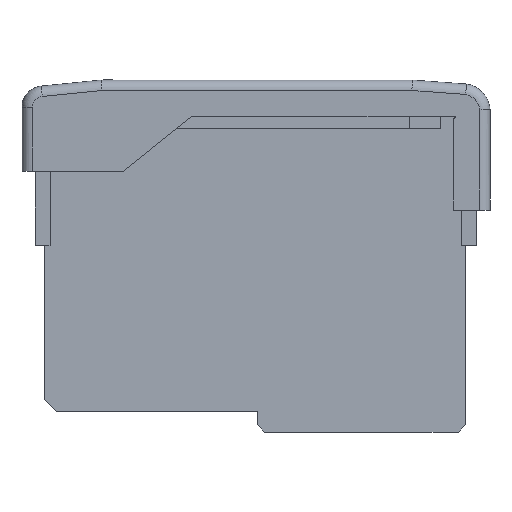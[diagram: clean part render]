
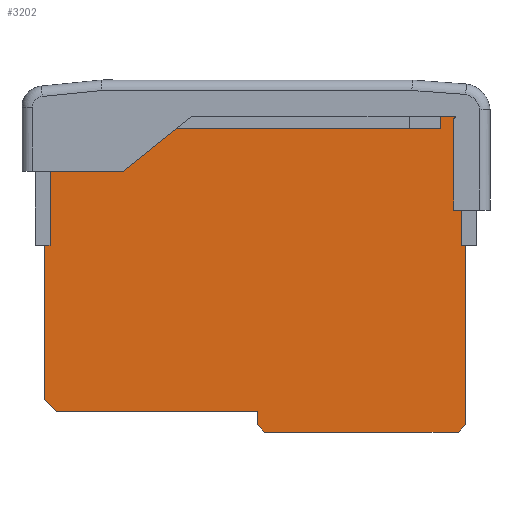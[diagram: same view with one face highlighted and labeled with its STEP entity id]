
A CAD part, left-side view. The second image highlights one B-rep face of the part: STEP entity #3202.
In plain terms, the highlighted planar face has unit normal (-1, 0, 0).
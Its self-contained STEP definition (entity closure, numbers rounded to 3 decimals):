
#356 = VERTEX_POINT ( 'NONE', #4819 ) ;
#399 = VERTEX_POINT ( 'NONE', #4960 ) ;
#468 = VERTEX_POINT ( 'NONE', #5139 ) ;
#1784 = EDGE_CURVE ( 'NONE', #1785, #399, #9171, .T. ) ;
#1785 = VERTEX_POINT ( 'NONE', #9167 ) ;
#1825 = EDGE_CURVE ( 'NONE', #356, #1785, #9324, .T. ) ;
#1879 = EDGE_CURVE ( 'NONE', #1880, #468, #9491, .T. ) ;
#1880 = VERTEX_POINT ( 'NONE', #9487 ) ;
#1889 = EDGE_CURVE ( 'NONE', #1880, #7839, #9485, .T. ) ;
#3167 = ORIENTED_EDGE ( 'NONE', *, *, #3168, .F. ) ;
#3168 = EDGE_CURVE ( 'NONE', #3169, #3193, #15700, .T. ) ;
#3169 = VERTEX_POINT ( 'NONE', #15696 ) ;
#3170 = ORIENTED_EDGE ( 'NONE', *, *, #3171, .F. ) ;
#3171 = EDGE_CURVE ( 'NONE', #3172, #3169, #15694, .T. ) ;
#3172 = VERTEX_POINT ( 'NONE', #15690 ) ;
#3173 = ORIENTED_EDGE ( 'NONE', *, *, #3174, .F. ) ;
#3174 = EDGE_CURVE ( 'NONE', #7839, #3172, #15689, .T. ) ;
#3175 = ORIENTED_EDGE ( 'NONE', *, *, #1889, .F. ) ;
#3176 = ORIENTED_EDGE ( 'NONE', *, *, #1879, .T. ) ;
#3177 = ORIENTED_EDGE ( 'NONE', *, *, #3178, .F. ) ;
#3178 = EDGE_CURVE ( 'NONE', #3179, #468, #15724, .T. ) ;
#3179 = VERTEX_POINT ( 'NONE', #15720 ) ;
#3180 = ORIENTED_EDGE ( 'NONE', *, *, #3181, .F. ) ;
#3181 = EDGE_CURVE ( 'NONE', #3206, #356, #15719, .T. ) ;
#3182 = ORIENTED_EDGE ( 'NONE', *, *, #3183, .F. ) ;
#3183 = EDGE_CURVE ( 'NONE', #3184, #3206, #15715, .T. ) ;
#3184 = VERTEX_POINT ( 'NONE', #15711 ) ;
#3185 = ORIENTED_EDGE ( 'NONE', *, *, #3186, .F. ) ;
#3186 = EDGE_CURVE ( 'NONE', #3187, #3184, #15710, .T. ) ;
#3187 = VERTEX_POINT ( 'NONE', #15706 ) ;
#3188 = ORIENTED_EDGE ( 'NONE', *, *, #3189, .F. ) ;
#3189 = EDGE_CURVE ( 'NONE', #3190, #3187, #15705, .T. ) ;
#3190 = VERTEX_POINT ( 'NONE', #15701 ) ;
#3191 = ORIENTED_EDGE ( 'NONE', *, *, #3192, .F. ) ;
#3192 = EDGE_CURVE ( 'NONE', #3193, #3190, #15761, .T. ) ;
#3193 = VERTEX_POINT ( 'NONE', #15757 ) ;
#3198 = EDGE_CURVE ( 'NONE', #399, #3199, #15755, .T. ) ;
#3199 = VERTEX_POINT ( 'NONE', #15751 ) ;
#3202 = ADVANCED_FACE ( 'NONE', ( #15745 ), #15793, .T. ) ;
#3203 = EDGE_LOOP ( 'NONE', ( #3204, #3205, #3180, #3182, #3185, #3188, #3191, #3167, #3170, #3173, #3175, #3176, #3177, #3238, #3240 ) ) ;
#3204 = ORIENTED_EDGE ( 'NONE', *, *, #1784, .F. ) ;
#3205 = ORIENTED_EDGE ( 'NONE', *, *, #1825, .F. ) ;
#3206 = VERTEX_POINT ( 'NONE', #15788 ) ;
#3238 = ORIENTED_EDGE ( 'NONE', *, *, #3239, .F. ) ;
#3239 = EDGE_CURVE ( 'NONE', #3199, #3179, #15867, .T. ) ;
#3240 = ORIENTED_EDGE ( 'NONE', *, *, #3198, .F. ) ;
#4819 = CARTESIAN_POINT ( 'NONE',  ( 24.783, 45.139, -26.636 ) ) ;
#4960 = CARTESIAN_POINT ( 'NONE',  ( 24.783, 44.089, 1.787 ) ) ;
#5139 = CARTESIAN_POINT ( 'NONE',  ( 24.783, -35.086, 1.749 ) ) ;
#7839 = VERTEX_POINT ( 'NONE', #17957 ) ;
#9167 = CARTESIAN_POINT ( 'NONE',  ( 24.783, 44.089, -26.636 ) ) ;
#9168 = DIRECTION ( 'NONE',  ( 0., 0., 1. ) ) ;
#9169 = VECTOR ( 'NONE', #9168, 1000. ) ;
#9170 = CARTESIAN_POINT ( 'NONE',  ( 24.783, 44.089, -26.636 ) ) ;
#9171 = LINE ( 'NONE', #9170, #9169 ) ;
#9321 = DIRECTION ( 'NONE',  ( 0., -1., 0. ) ) ;
#9322 = VECTOR ( 'NONE', #9321, 1000. ) ;
#9323 = CARTESIAN_POINT ( 'NONE',  ( 24.783, 44.089, -26.636 ) ) ;
#9324 = LINE ( 'NONE', #9323, #9322 ) ;
#9482 = DIRECTION ( 'NONE',  ( 0., -1., 0. ) ) ;
#9483 = VECTOR ( 'NONE', #9482, 1000. ) ;
#9484 = CARTESIAN_POINT ( 'NONE',  ( 24.783, -35.086, -26.636 ) ) ;
#9485 = LINE ( 'NONE', #9484, #9483 ) ;
#9487 = CARTESIAN_POINT ( 'NONE',  ( 24.783, -35.086, -26.636 ) ) ;
#9488 = DIRECTION ( 'NONE',  ( 0., 0., 1. ) ) ;
#9489 = VECTOR ( 'NONE', #9488, 1000. ) ;
#9490 = CARTESIAN_POINT ( 'NONE',  ( 24.783, -35.086, -26.636 ) ) ;
#9491 = LINE ( 'NONE', #9490, #9489 ) ;
#15689 = LINE ( 'NONE', #15727, #15726 ) ;
#15690 = CARTESIAN_POINT ( 'NONE',  ( 24.783, -35.861, -61.098 ) ) ;
#15691 = DIRECTION ( 'NONE',  ( 0., 0.694, -0.72 ) ) ;
#15692 = VECTOR ( 'NONE', #15691, 1000. ) ;
#15693 = CARTESIAN_POINT ( 'NONE',  ( 24.783, -34.378, -62.637 ) ) ;
#15694 = LINE ( 'NONE', #15693, #15692 ) ;
#15696 = CARTESIAN_POINT ( 'NONE',  ( 24.783, -34.378, -62.637 ) ) ;
#15697 = DIRECTION ( 'NONE',  ( 0., 1., 0. ) ) ;
#15698 = VECTOR ( 'NONE', #15697, 1000. ) ;
#15699 = CARTESIAN_POINT ( 'NONE',  ( 24.783, 2.772, -62.637 ) ) ;
#15700 = LINE ( 'NONE', #15699, #15698 ) ;
#15701 = CARTESIAN_POINT ( 'NONE',  ( 24.783, 4.139, -61.098 ) ) ;
#15702 = DIRECTION ( 'NONE',  ( 0., 0., 1. ) ) ;
#15703 = VECTOR ( 'NONE', #15702, 1000. ) ;
#15704 = CARTESIAN_POINT ( 'NONE',  ( 24.783, 4.139, -58.593 ) ) ;
#15705 = LINE ( 'NONE', #15704, #15703 ) ;
#15706 = CARTESIAN_POINT ( 'NONE',  ( 24.783, 4.139, -58.593 ) ) ;
#15707 = DIRECTION ( 'NONE',  ( 0., 1., 0. ) ) ;
#15708 = VECTOR ( 'NONE', #15707, 1000. ) ;
#15709 = CARTESIAN_POINT ( 'NONE',  ( 24.783, 42.822, -58.593 ) ) ;
#15710 = LINE ( 'NONE', #15709, #15708 ) ;
#15711 = CARTESIAN_POINT ( 'NONE',  ( 24.783, 42.822, -58.593 ) ) ;
#15712 = DIRECTION ( 'NONE',  ( 0., 0.726, 0.687 ) ) ;
#15713 = VECTOR ( 'NONE', #15712, 1000. ) ;
#15714 = CARTESIAN_POINT ( 'NONE',  ( 24.783, 45.139, -56.401 ) ) ;
#15715 = LINE ( 'NONE', #15714, #15713 ) ;
#15716 = DIRECTION ( 'NONE',  ( 0., 0., 1. ) ) ;
#15717 = VECTOR ( 'NONE', #15716, 1000. ) ;
#15718 = CARTESIAN_POINT ( 'NONE',  ( 24.783, 45.139, 1.697 ) ) ;
#15719 = LINE ( 'NONE', #15718, #15717 ) ;
#15720 = CARTESIAN_POINT ( 'NONE',  ( 24.783, -17.152, 2.947 ) ) ;
#15721 = DIRECTION ( 'NONE',  ( 0., -0.998, -0.067 ) ) ;
#15722 = VECTOR ( 'NONE', #15721, 1000. ) ;
#15723 = CARTESIAN_POINT ( 'NONE',  ( 24.783, -17.152, 2.947 ) ) ;
#15724 = LINE ( 'NONE', #15723, #15722 ) ;
#15725 = DIRECTION ( 'NONE',  ( 0., 0., -1. ) ) ;
#15726 = VECTOR ( 'NONE', #15725, 1000. ) ;
#15727 = CARTESIAN_POINT ( 'NONE',  ( 24.783, -35.861, -61.098 ) ) ;
#15745 = FACE_OUTER_BOUND ( 'NONE', #3203, .T. ) ;
#15751 = CARTESIAN_POINT ( 'NONE',  ( 24.783, 30.493, 2.947 ) ) ;
#15752 = DIRECTION ( 'NONE',  ( 0., -0.996, 0.085 ) ) ;
#15753 = VECTOR ( 'NONE', #15752, 1000. ) ;
#15754 = CARTESIAN_POINT ( 'NONE',  ( 24.783, 45.139, 1.697 ) ) ;
#15755 = LINE ( 'NONE', #15754, #15753 ) ;
#15757 = CARTESIAN_POINT ( 'NONE',  ( 24.783, 2.772, -62.637 ) ) ;
#15758 = DIRECTION ( 'NONE',  ( 0., 0.664, 0.748 ) ) ;
#15759 = VECTOR ( 'NONE', #15758, 1000. ) ;
#15760 = CARTESIAN_POINT ( 'NONE',  ( 24.783, 4.139, -61.098 ) ) ;
#15761 = LINE ( 'NONE', #15760, #15759 ) ;
#15788 = CARTESIAN_POINT ( 'NONE',  ( 24.783, 45.139, -56.401 ) ) ;
#15789 = DIRECTION ( 'NONE',  ( 0., 0., 1. ) ) ;
#15790 = DIRECTION ( 'NONE',  ( -1., 0., 0. ) ) ;
#15791 = CARTESIAN_POINT ( 'NONE',  ( 24.783, 0.421, -98.721 ) ) ;
#15792 = AXIS2_PLACEMENT_3D ( 'NONE', #15791, #15790, #15789 ) ;
#15793 = PLANE ( 'NONE',  #15792 ) ;
#15864 = DIRECTION ( 'NONE',  ( 0., -1., 0. ) ) ;
#15865 = VECTOR ( 'NONE', #15864, 1000. ) ;
#15866 = CARTESIAN_POINT ( 'NONE',  ( 24.783, 30.493, 2.947 ) ) ;
#15867 = LINE ( 'NONE', #15866, #15865 ) ;
#17957 = CARTESIAN_POINT ( 'NONE',  ( 24.783, -35.861, -26.636 ) ) ;
